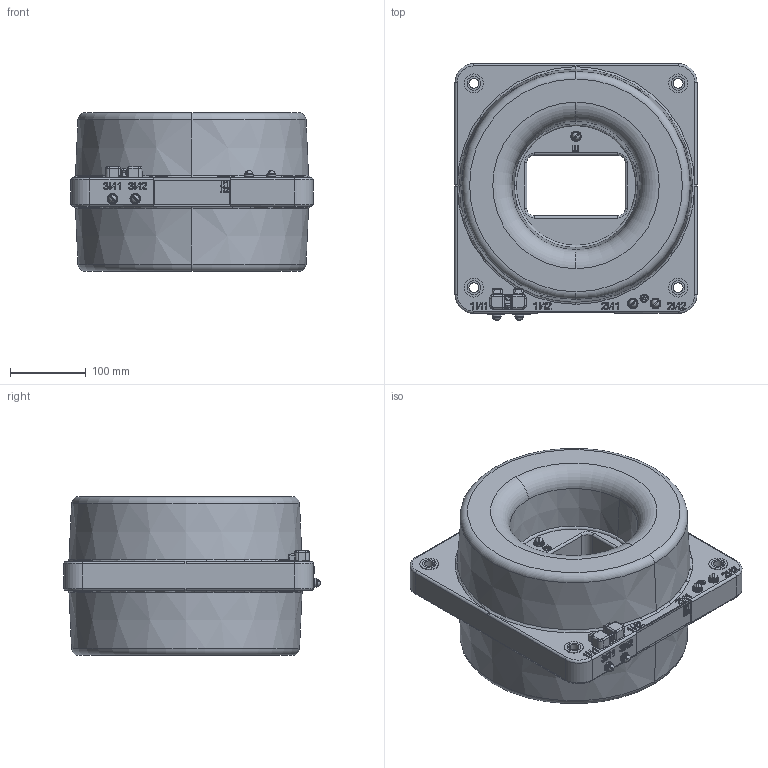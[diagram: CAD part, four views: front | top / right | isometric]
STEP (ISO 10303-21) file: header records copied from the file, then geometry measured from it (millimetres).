
FILE_DESCRIPTION (( 'STEP AP203' ), '1' );
FILE_NAME ('ÒËØ-10-1 (4-5)êÀ.STEP', '2025-03-12T08:04:11', ( '' ), ( '' ), 'SwSTEP 2.0', 'SolidWorks 2010', '' );
FILE_SCHEMA (( 'CONFIG_CONTROL_DESIGN' ));
Length unit declared in the file: millimetre
Products named in the file (1): ÒËØ-10-1 (4-5)êÀ
Bounding box: 320 x 339.12 x 210 mm (x, y, z)
Surface area: 485726.4 mm2 (no closed solid volume)
Topology: 0 solids, 32 shells, 496 faces, 1621 edges, 1114 vertices
Faces by surface type: plane 208, cylinder 117, bspline 105, torus 32, sphere 18, cone 16
Entity records: 23119 total; most frequent: CARTESIAN_POINT 9900, ORIENTED_EDGE 2627, DIRECTION 2473, EDGE_CURVE 1620, VERTEX_POINT 1114, AXIS2_PLACEMENT_3D 843, VECTOR 787, LINE 787
